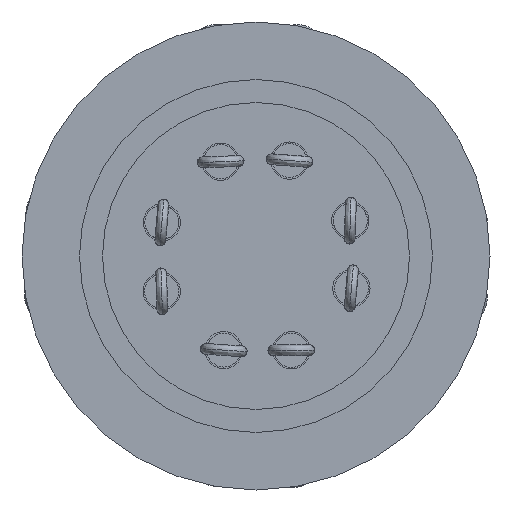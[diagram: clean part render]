
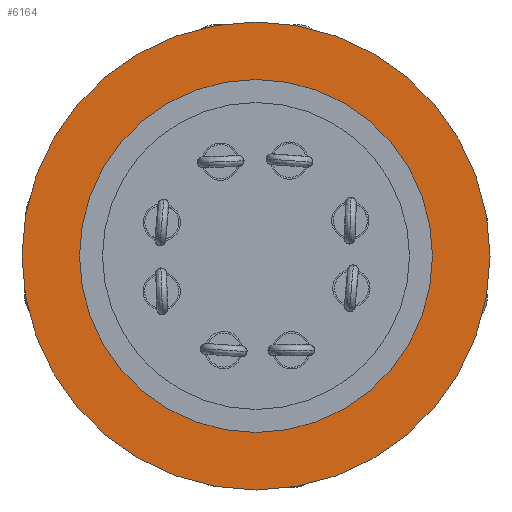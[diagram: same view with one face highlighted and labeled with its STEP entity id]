
A CAD part, front view. The second image highlights one B-rep face of the part: STEP entity #6164.
In plain terms, the highlighted planar face has unit normal (0, -1, 0).
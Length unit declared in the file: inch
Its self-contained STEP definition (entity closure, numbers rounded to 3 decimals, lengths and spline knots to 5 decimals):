
#362 = DIRECTION ( 'NONE',  ( 0., 0., 1. ) ) ;
#363 = DIRECTION ( 'NONE',  ( 0., -1., 0. ) ) ;
#364 = CARTESIAN_POINT ( 'NONE',  ( 0., -0.1, 0. ) ) ;
#365 = DIRECTION ( 'NONE',  ( 0., 0., 1. ) ) ;
#366 = DIRECTION ( 'NONE',  ( 0., 1., 0. ) ) ;
#367 = CARTESIAN_POINT ( 'NONE',  ( 0., -0.1, 0. ) ) ;
#779 = EDGE_LOOP ( 'NONE', ( #13017, #13012 ) ) ;
#783 = EDGE_LOOP ( 'NONE', ( #13019, #13016 ) ) ;
#983 = VERTEX_POINT ( 'NONE', #13804 ) ;
#1289 = VERTEX_POINT ( 'NONE', #13560 ) ;
#1355 = VERTEX_POINT ( 'NONE', #13498 ) ;
#1461 = VERTEX_POINT ( 'NONE', #9731 ) ;
#2089 = DIRECTION ( 'NONE',  ( 0., 0., -1. ) ) ;
#2090 = DIRECTION ( 'NONE',  ( 0., -1., 0. ) ) ;
#2092 = PLANE ( 'NONE',  #11015 ) ;
#2095 = CARTESIAN_POINT ( 'NONE',  ( 0., -0.1, 0. ) ) ;
#5715 = EDGE_CURVE ( 'NONE', #983, #1289, #8742, .T. ) ;
#5716 = EDGE_CURVE ( 'NONE', #1355, #1461, #8740, .T. ) ;
#6164 = ADVANCED_FACE ( 'NONE', ( #14637, #14628 ), #2092, .T. ) ;
#6346 = EDGE_CURVE ( 'NONE', #1289, #983, #14201, .T. ) ;
#6350 = EDGE_CURVE ( 'NONE', #1461, #1355, #14190, .T. ) ;
#8740 = CIRCLE ( 'NONE', #9892, 1.08053 ) ;
#8742 = CIRCLE ( 'NONE', #9893, 0.815 ) ;
#9731 = CARTESIAN_POINT ( 'NONE',  ( 0., -0.1, -1.08053 ) ) ;
#9892 = AXIS2_PLACEMENT_3D ( 'NONE', #364, #363, #362 ) ;
#9893 = AXIS2_PLACEMENT_3D ( 'NONE', #367, #366, #365 ) ;
#10206 = CARTESIAN_POINT ( 'NONE',  ( 0., -0.1, 0. ) ) ;
#10207 = DIRECTION ( 'NONE',  ( 0., 1., 0. ) ) ;
#10208 = DIRECTION ( 'NONE',  ( 0., 0., 1. ) ) ;
#10216 = CARTESIAN_POINT ( 'NONE',  ( 0., -0.1, 0. ) ) ;
#10217 = DIRECTION ( 'NONE',  ( 0., -1., 0. ) ) ;
#10218 = DIRECTION ( 'NONE',  ( 0., 0., 1. ) ) ;
#10872 = AXIS2_PLACEMENT_3D ( 'NONE', #10216, #10217, #10218 ) ;
#10874 = AXIS2_PLACEMENT_3D ( 'NONE', #10206, #10207, #10208 ) ;
#11015 = AXIS2_PLACEMENT_3D ( 'NONE', #2095, #2090, #2089 ) ;
#13012 = ORIENTED_EDGE ( 'NONE', *, *, #6350, .T. ) ;
#13016 = ORIENTED_EDGE ( 'NONE', *, *, #6346, .T. ) ;
#13017 = ORIENTED_EDGE ( 'NONE', *, *, #5716, .T. ) ;
#13019 = ORIENTED_EDGE ( 'NONE', *, *, #5715, .T. ) ;
#13498 = CARTESIAN_POINT ( 'NONE',  ( 0., -0.1, 1.08053 ) ) ;
#13560 = CARTESIAN_POINT ( 'NONE',  ( 0., -0.1, -0.815 ) ) ;
#13804 = CARTESIAN_POINT ( 'NONE',  ( 0., -0.1, 0.815 ) ) ;
#14190 = CIRCLE ( 'NONE', #10872, 1.08053 ) ;
#14201 = CIRCLE ( 'NONE', #10874, 0.815 ) ;
#14628 = FACE_BOUND ( 'NONE', #783, .T. ) ;
#14637 = FACE_OUTER_BOUND ( 'NONE', #779, .T. ) ;
